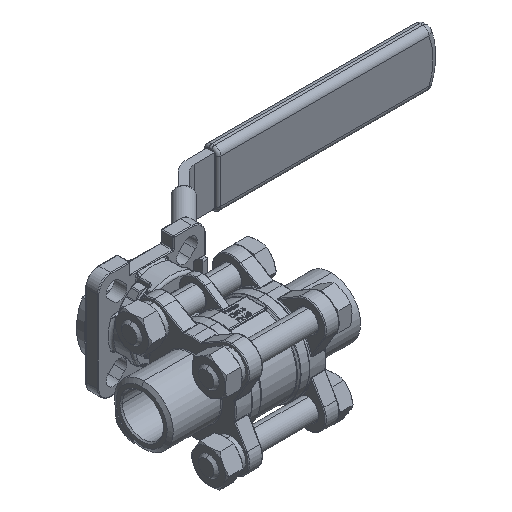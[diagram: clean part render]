
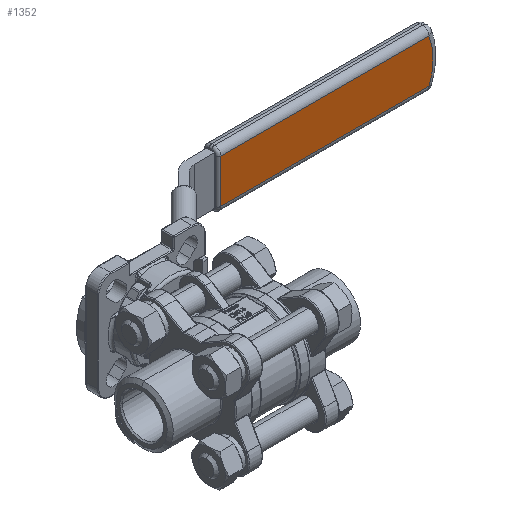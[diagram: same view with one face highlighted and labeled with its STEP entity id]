
A CAD part, isometric view. The second image highlights one B-rep face of the part: STEP entity #1352.
In plain terms, the highlighted planar face has unit normal (0, -1, 0).
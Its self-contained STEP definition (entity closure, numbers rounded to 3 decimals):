
#1352 = ADVANCED_FACE ( 'NONE', ( #41849 ), #68879, .F. ) ;
#1578 = CARTESIAN_POINT ( 'NONE',  ( 57.485, 64., -8.5 ) ) ;
#3548 = ORIENTED_EDGE ( 'NONE', *, *, #38814, .T. ) ;
#5013 = CARTESIAN_POINT ( 'NONE',  ( 140.449, 64., -8.5 ) ) ;
#5062 = VERTEX_POINT ( 'NONE', #39292 ) ;
#5669 = VERTEX_POINT ( 'NONE', #52915 ) ;
#7329 = CIRCLE ( 'NONE', #52119, 22.5 ) ;
#8262 = ORIENTED_EDGE ( 'NONE', *, *, #65961, .T. ) ;
#9261 = EDGE_LOOP ( 'NONE', ( #3548, #62801, #43317, #8262 ) ) ;
#10407 = DIRECTION ( 'NONE',  ( 1., 0., 0. ) ) ;
#11281 = VECTOR ( 'NONE', #14540, 1000. ) ;
#13771 = LINE ( 'NONE', #5013, #16393 ) ;
#14540 = DIRECTION ( 'NONE',  ( -1., 0., 0. ) ) ;
#16393 = VECTOR ( 'NONE', #10407, 1000. ) ;
#16893 = EDGE_CURVE ( 'NONE', #66190, #5062, #7329, .T. ) ;
#18266 = DIRECTION ( 'NONE',  ( -1., 0., 0. ) ) ;
#18303 = LINE ( 'NONE', #31646, #11281 ) ;
#18462 = AXIS2_PLACEMENT_3D ( 'NONE', #68636, #28823, #18266 ) ;
#20129 = VERTEX_POINT ( 'NONE', #1578 ) ;
#23437 = EDGE_CURVE ( 'NONE', #20129, #66190, #13771, .T. ) ;
#27534 = VECTOR ( 'NONE', #48060, 1000. ) ;
#28823 = DIRECTION ( 'NONE',  ( 0., 1., 0. ) ) ;
#31646 = CARTESIAN_POINT ( 'NONE',  ( 143., 64., 8.5 ) ) ;
#38814 = EDGE_CURVE ( 'NONE', #5669, #20129, #59873, .T. ) ;
#39292 = CARTESIAN_POINT ( 'NONE',  ( 138.832, 64., 8.5 ) ) ;
#41849 = FACE_OUTER_BOUND ( 'NONE', #9261, .T. ) ;
#43317 = ORIENTED_EDGE ( 'NONE', *, *, #16893, .T. ) ;
#45593 = CARTESIAN_POINT ( 'NONE',  ( 117.999, 64., 0. ) ) ;
#45844 = DIRECTION ( 'NONE',  ( 0., -1., 0. ) ) ;
#48060 = DIRECTION ( 'NONE',  ( 0., 0., -1. ) ) ;
#51457 = CARTESIAN_POINT ( 'NONE',  ( 138.832, 64., -8.5 ) ) ;
#52119 = AXIS2_PLACEMENT_3D ( 'NONE', #45593, #45844, #56378 ) ;
#52915 = CARTESIAN_POINT ( 'NONE',  ( 57.485, 64., 8.5 ) ) ;
#53249 = CARTESIAN_POINT ( 'NONE',  ( 57.485, 64., 11. ) ) ;
#56378 = DIRECTION ( 'NONE',  ( -1., 0., 0. ) ) ;
#59873 = LINE ( 'NONE', #53249, #27534 ) ;
#62801 = ORIENTED_EDGE ( 'NONE', *, *, #23437, .T. ) ;
#65961 = EDGE_CURVE ( 'NONE', #5062, #5669, #18303, .T. ) ;
#66190 = VERTEX_POINT ( 'NONE', #51457 ) ;
#68636 = CARTESIAN_POINT ( 'NONE',  ( 143., 64., 11. ) ) ;
#68879 = PLANE ( 'NONE',  #18462 ) ;
